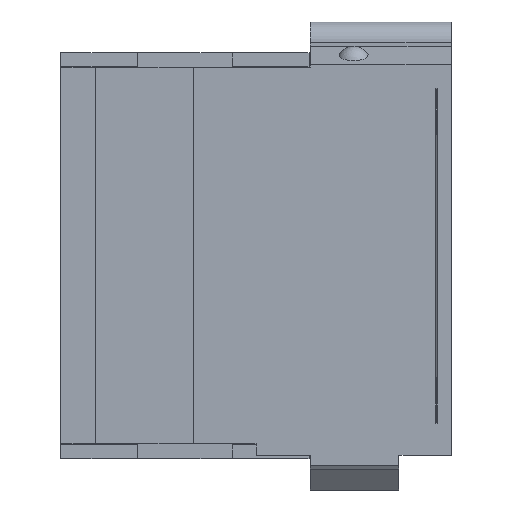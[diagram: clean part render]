
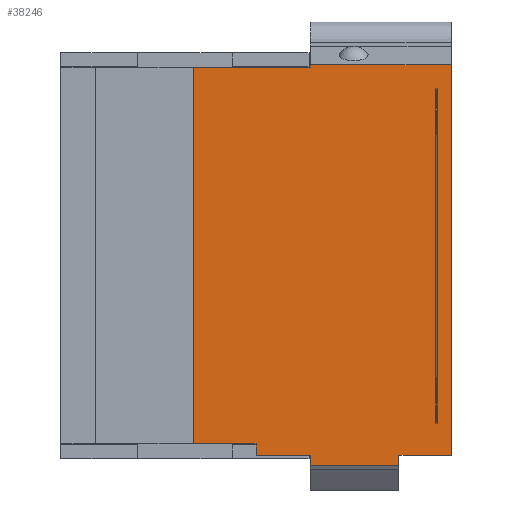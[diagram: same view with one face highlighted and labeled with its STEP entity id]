
A CAD part, front view. The second image highlights one B-rep face of the part: STEP entity #38246.
In plain terms, the highlighted planar face has unit normal (0, -1, 0).
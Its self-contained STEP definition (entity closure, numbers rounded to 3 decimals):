
#1268=DIRECTION('',(0.,0.,-1.));
#1269=VECTOR('',#1268,0.2);
#1270=CARTESIAN_POINT('',(3.9,0.,13.7));
#1271=LINE('',#1270,#1269);
#1645=DIRECTION('',(0.,0.,1.));
#1646=VECTOR('',#1645,0.8);
#1647=CARTESIAN_POINT('',(0.,0.,-14.3));
#1648=LINE('',#1647,#1646);
#1649=DIRECTION('',(1.,0.,0.));
#1650=VECTOR('',#1649,10.1);
#1651=CARTESIAN_POINT('',(3.9,0.,13.7));
#1652=LINE('',#1651,#1650);
#1653=DIRECTION('',(0.,0.,-1.));
#1654=VECTOR('',#1653,28.);
#1655=CARTESIAN_POINT('',(14.,0.,13.7));
#1656=LINE('',#1655,#1654);
#1657=DIRECTION('',(-1.,0.,0.));
#1658=VECTOR('',#1657,3.75);
#1659=CARTESIAN_POINT('',(14.,0.,-14.3));
#1660=LINE('',#1659,#1658);
#1661=DIRECTION('',(0.,0.,1.));
#1662=VECTOR('',#1661,0.732);
#1663=CARTESIAN_POINT('',(10.25,0.,-15.032));
#1664=LINE('',#1663,#1662);
#1665=DIRECTION('',(-1.,0.,0.));
#1666=VECTOR('',#1665,6.35);
#1667=CARTESIAN_POINT('',(10.25,0.,-15.032));
#1668=LINE('',#1667,#1666);
#1669=DIRECTION('',(0.,0.,1.));
#1670=VECTOR('',#1669,0.732);
#1671=CARTESIAN_POINT('',(3.9,0.,-15.032));
#1672=LINE('',#1671,#1670);
#1673=DIRECTION('',(1.,0.,0.));
#1674=VECTOR('',#1673,3.9);
#1675=CARTESIAN_POINT('',(0.,0.,-14.3));
#1676=LINE('',#1675,#1674);
#1677=DIRECTION('',(-1.,0.,0.));
#1678=VECTOR('',#1677,4.5);
#1679=CARTESIAN_POINT('',(0.,0.,-13.5));
#1680=LINE('',#1679,#1678);
#1681=DIRECTION('',(0.,0.,1.));
#1682=VECTOR('',#1681,24.);
#1683=CARTESIAN_POINT('',(12.9,0.,-12.));
#1684=LINE('',#1683,#1682);
#1685=DIRECTION('',(0.,0.,1.));
#1686=VECTOR('',#1685,24.);
#1687=CARTESIAN_POINT('',(13.,0.,-12.));
#1688=LINE('',#1687,#1686);
#1689=DIRECTION('',(0.,0.,-1.));
#1690=VECTOR('',#1689,27.);
#1691=CARTESIAN_POINT('',(-4.5,0.,13.5));
#1692=LINE('',#1691,#1690);
#1717=DIRECTION('',(1.,0.,0.));
#1718=VECTOR('',#1717,8.4);
#1719=CARTESIAN_POINT('',(-4.5,0.,13.5));
#1720=LINE('',#1719,#1718);
#1942=DIRECTION('',(1.,0.,0.));
#1943=VECTOR('',#1942,0.1);
#1944=CARTESIAN_POINT('',(12.9,0.,12.));
#1945=LINE('',#1944,#1943);
#2182=DIRECTION('',(-1.,0.,0.));
#2183=VECTOR('',#2182,0.1);
#2184=CARTESIAN_POINT('',(13.,0.,-12.));
#2185=LINE('',#2184,#2183);
#28706=CARTESIAN_POINT('',(3.9,0.,13.7));
#28707=VERTEX_POINT('',#28706);
#28742=CARTESIAN_POINT('',(14.,0.,13.7));
#28743=VERTEX_POINT('',#28742);
#28748=CARTESIAN_POINT('',(3.9,0.,13.5));
#28749=VERTEX_POINT('',#28748);
#28750=CARTESIAN_POINT('',(0.,0.,-13.5));
#28752=VERTEX_POINT('',#28750);
#28756=CARTESIAN_POINT('',(0.,0.,-14.3));
#28757=CARTESIAN_POINT('',(3.9,0.,-14.3));
#28758=VERTEX_POINT('',#28756);
#28759=VERTEX_POINT('',#28757);
#28760=CARTESIAN_POINT('',(3.9,0.,-15.032));
#28761=VERTEX_POINT('',#28760);
#28762=CARTESIAN_POINT('',(10.25,0.,-15.032));
#28763=CARTESIAN_POINT('',(10.25,0.,-14.3));
#28764=VERTEX_POINT('',#28762);
#28765=VERTEX_POINT('',#28763);
#28766=CARTESIAN_POINT('',(14.,0.,-14.3));
#28767=VERTEX_POINT('',#28766);
#28917=CARTESIAN_POINT('',(13.,0.,-12.));
#28918=CARTESIAN_POINT('',(13.,0.,12.));
#28919=VERTEX_POINT('',#28917);
#28920=VERTEX_POINT('',#28918);
#29197=CARTESIAN_POINT('',(-4.5,0.,-13.5));
#29199=VERTEX_POINT('',#29197);
#29205=CARTESIAN_POINT('',(-4.5,0.,13.5));
#29207=VERTEX_POINT('',#29205);
#33449=CARTESIAN_POINT('',(12.9,0.,-12.));
#33451=VERTEX_POINT('',#33449);
#33453=CARTESIAN_POINT('',(12.9,0.,12.));
#33455=VERTEX_POINT('',#33453);
#38211=CARTESIAN_POINT('',(-14.,0.,-13.5));
#38212=DIRECTION('',(0.,-1.,0.));
#38213=DIRECTION('',(1.,0.,0.));
#38214=AXIS2_PLACEMENT_3D('',#38211,#38212,#38213);
#38215=PLANE('',#38214);
#38217=ORIENTED_EDGE('',*,*,#38216,.F.);
#38219=ORIENTED_EDGE('',*,*,#38218,.T.);
#38220=ORIENTED_EDGE('',*,*,#37702,.F.);
#38222=ORIENTED_EDGE('',*,*,#38221,.T.);
#38223=ORIENTED_EDGE('',*,*,#37962,.T.);
#38224=ORIENTED_EDGE('',*,*,#38089,.T.);
#38226=ORIENTED_EDGE('',*,*,#38225,.F.);
#38228=ORIENTED_EDGE('',*,*,#38227,.T.);
#38230=ORIENTED_EDGE('',*,*,#38229,.T.);
#38231=ORIENTED_EDGE('',*,*,#38081,.F.);
#38232=ORIENTED_EDGE('',*,*,#38206,.T.);
#38233=ORIENTED_EDGE('',*,*,#36116,.T.);
#38234=EDGE_LOOP('',(#38217,#38219,#38220,#38222,#38223,#38224,#38226,#38228,
#38230,#38231,#38232,#38233));
#38235=FACE_OUTER_BOUND('',#38234,.F.);
#38237=ORIENTED_EDGE('',*,*,#38236,.F.);
#38239=ORIENTED_EDGE('',*,*,#38238,.F.);
#38241=ORIENTED_EDGE('',*,*,#38240,.F.);
#38243=ORIENTED_EDGE('',*,*,#38242,.T.);
#38244=EDGE_LOOP('',(#38237,#38239,#38241,#38243));
#38245=FACE_BOUND('',#38244,.F.);
#38246=ADVANCED_FACE('',(#38235,#38245),#38215,.T.);
#36116=EDGE_CURVE('',#28752,#29199,#1680,.T.);
#37702=EDGE_CURVE('',#28707,#28749,#1271,.T.);
#37962=EDGE_CURVE('',#28743,#28767,#1656,.T.);
#38081=EDGE_CURVE('',#28758,#28759,#1676,.T.);
#38089=EDGE_CURVE('',#28767,#28765,#1660,.T.);
#38206=EDGE_CURVE('',#28758,#28752,#1648,.T.);
#38216=EDGE_CURVE('',#29207,#29199,#1692,.T.);
#38218=EDGE_CURVE('',#29207,#28749,#1720,.T.);
#38221=EDGE_CURVE('',#28707,#28743,#1652,.T.);
#38225=EDGE_CURVE('',#28764,#28765,#1664,.T.);
#38227=EDGE_CURVE('',#28764,#28761,#1668,.T.);
#38229=EDGE_CURVE('',#28761,#28759,#1672,.T.);
#38236=EDGE_CURVE('',#33455,#28920,#1945,.T.);
#38238=EDGE_CURVE('',#33451,#33455,#1684,.T.);
#38240=EDGE_CURVE('',#28919,#33451,#2185,.T.);
#38242=EDGE_CURVE('',#28919,#28920,#1688,.T.);
